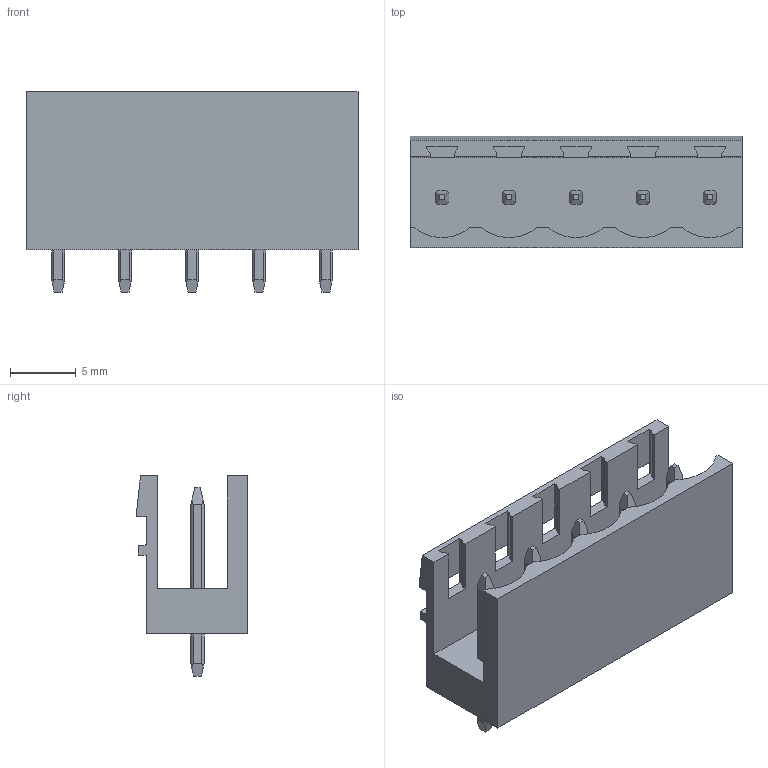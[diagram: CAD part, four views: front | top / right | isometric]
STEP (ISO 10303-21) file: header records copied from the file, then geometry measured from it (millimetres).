
FILE_DESCRIPTION((''),'2;1');
FILE_NAME('WEIDMULLER_1146410000.stp','2012-01-18T10:20:14',(''),(''),'Mechanical Desktop 2011','Mechanical Desktop 2011',', , ');
FILE_SCHEMA(('AUTOMOTIVE_DESIGN { 1 2 10303 214 1 1 1 1 }'));
Length unit declared in the file: millimetre
Products named in the file (1): Product
Bounding box: 25.2 x 8.43 x 15.2 mm (x, y, z)
Volume: 1147.4 mm3; surface area: 1821.6 mm2
Topology: 11 solids, 11 shells, 209 faces, 581 edges, 384 vertices
Faces by surface type: plane 132, cylinder 47, bspline 30
Entity records: 6731 total; most frequent: CARTESIAN_POINT 1265, ORIENTED_EDGE 1162, DIRECTION 1075, EDGE_CURVE 581, VECTOR 447, LINE 447, VERTEX_POINT 384, AXIS2_PLACEMENT_3D 314
